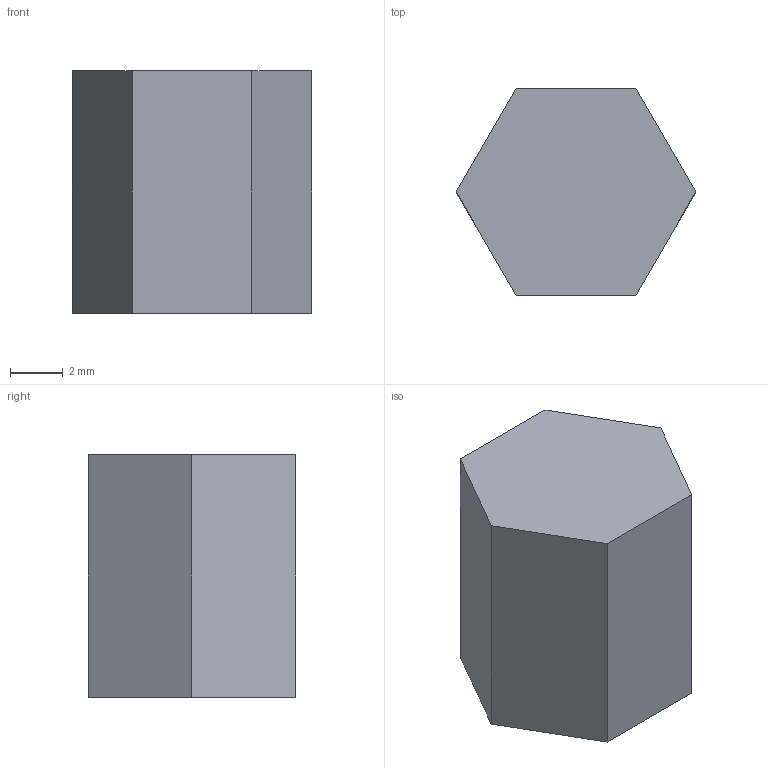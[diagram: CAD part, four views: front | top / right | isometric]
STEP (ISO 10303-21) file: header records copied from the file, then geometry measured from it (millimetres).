
FILE_DESCRIPTION(/* description */ (''),/* implementation_level */ '2;1');
FILE_NAME(/* name */ 'Plunger-2.3mm.step',/* time_stamp */ '2025-12-17T16:16:43Z',/* author */ (''),/* organization */ (''),/* preprocessor_version */ 'ST-DEVELOPER v20.1',/* originating_system */ 'Autodesk Translation Framework v14.21.0.0',/* authorisation */ '');
FILE_SCHEMA (('AUTOMOTIVE_DESIGN { 1 0 10303 214 3 1 1 }'));
Length unit declared in the file: millimetre
Products named in the file (1): Plunger-2.3mm
Bounding box: 9.12 x 7.9 x 9.25 mm (x, y, z)
Volume: 396.6 mm3; surface area: 455.9 mm2
Topology: 1 solids, 1 shells, 17 faces, 39 edges, 26 vertices
Faces by surface type: plane 16, cylinder 1
Full cylindrical faces by diameter (mm): 3.5 x1
Entity records: 508 total; most frequent: CARTESIAN_POINT 83, ORIENTED_EDGE 78, DIRECTION 77, EDGE_CURVE 39, LINE 37, VECTOR 37, VERTEX_POINT 26, AXIS2_PLACEMENT_3D 20
